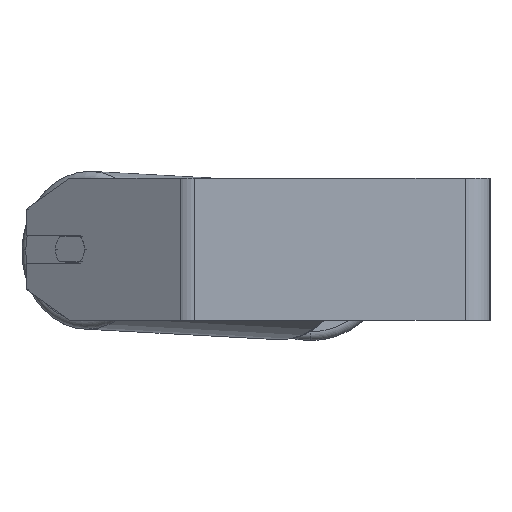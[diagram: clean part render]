
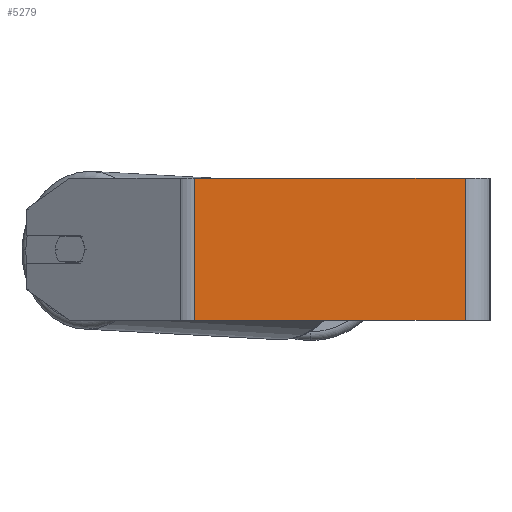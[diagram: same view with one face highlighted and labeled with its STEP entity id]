
A CAD part, left-side view. The second image highlights one B-rep face of the part: STEP entity #5279.
In plain terms, the highlighted planar face has unit normal (-1, 0, 0).
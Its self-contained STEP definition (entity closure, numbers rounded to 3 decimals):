
#73 = VECTOR ( 'NONE', #3313, 1000. ) ;
#489 = EDGE_CURVE ( 'NONE', #3743, #4130, #2500, .T. ) ;
#834 = EDGE_CURVE ( 'NONE', #4130, #3163, #4341, .T. ) ;
#1499 = ORIENTED_EDGE ( 'NONE', *, *, #8160, .F. ) ;
#2064 = EDGE_CURVE ( 'NONE', #8385, #3163, #4768, .T. ) ;
#2430 = DIRECTION ( 'NONE',  ( 0., 0., -1. ) ) ;
#2500 = LINE ( 'NONE', #8265, #4942 ) ;
#3127 = VECTOR ( 'NONE', #7018, 1000. ) ;
#3131 = CARTESIAN_POINT ( 'NONE',  ( -360., 166.539, 40. ) ) ;
#3163 = VERTEX_POINT ( 'NONE', #4405 ) ;
#3313 = DIRECTION ( 'NONE',  ( 0., 0., -1. ) ) ;
#3743 = VERTEX_POINT ( 'NONE', #3131 ) ;
#3871 = EDGE_LOOP ( 'NONE', ( #6550, #6893, #1499, #4120 ) ) ;
#4120 = ORIENTED_EDGE ( 'NONE', *, *, #489, .T. ) ;
#4130 = VERTEX_POINT ( 'NONE', #7684 ) ;
#4149 = DIRECTION ( 'NONE',  ( 1., 0., 0. ) ) ;
#4341 = LINE ( 'NONE', #6894, #7803 ) ;
#4348 = LINE ( 'NONE', #6387, #3127 ) ;
#4405 = CARTESIAN_POINT ( 'NONE',  ( -360., 14., -40. ) ) ;
#4761 = CARTESIAN_POINT ( 'NONE',  ( -360., 14., 40. ) ) ;
#4768 = LINE ( 'NONE', #7365, #73 ) ;
#4825 = DIRECTION ( 'NONE',  ( 0., 0., -1. ) ) ;
#4867 = FACE_OUTER_BOUND ( 'NONE', #3871, .T. ) ;
#4942 = VECTOR ( 'NONE', #2430, 1000. ) ;
#5279 = ADVANCED_FACE ( 'NONE', ( #4867 ), #5458, .F. ) ;
#5458 = PLANE ( 'NONE',  #8124 ) ;
#6293 = DIRECTION ( 'NONE',  ( 0., -1., 0. ) ) ;
#6387 = CARTESIAN_POINT ( 'NONE',  ( -360., 170.953, 40. ) ) ;
#6550 = ORIENTED_EDGE ( 'NONE', *, *, #834, .T. ) ;
#6893 = ORIENTED_EDGE ( 'NONE', *, *, #2064, .F. ) ;
#6894 = CARTESIAN_POINT ( 'NONE',  ( -360., 170.953, -40. ) ) ;
#7018 = DIRECTION ( 'NONE',  ( 0., -1., 0. ) ) ;
#7365 = CARTESIAN_POINT ( 'NONE',  ( -360., 14., 40. ) ) ;
#7510 = CARTESIAN_POINT ( 'NONE',  ( -360., 170.953, 40. ) ) ;
#7684 = CARTESIAN_POINT ( 'NONE',  ( -360., 166.539, -40. ) ) ;
#7803 = VECTOR ( 'NONE', #6293, 1000. ) ;
#8124 = AXIS2_PLACEMENT_3D ( 'NONE', #7510, #4149, #4825 ) ;
#8160 = EDGE_CURVE ( 'NONE', #3743, #8385, #4348, .T. ) ;
#8265 = CARTESIAN_POINT ( 'NONE',  ( -360., 166.539, 40. ) ) ;
#8385 = VERTEX_POINT ( 'NONE', #4761 ) ;
